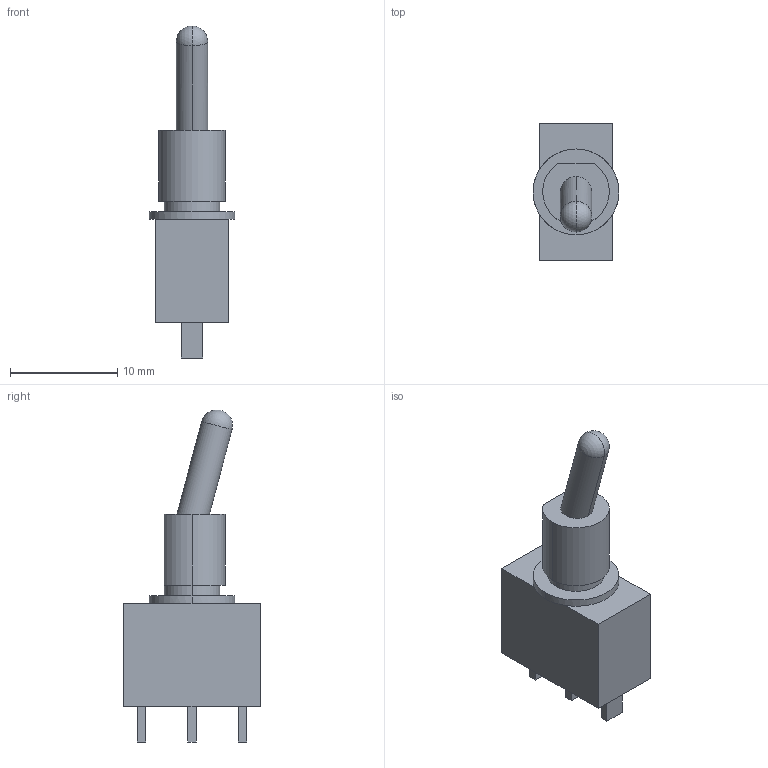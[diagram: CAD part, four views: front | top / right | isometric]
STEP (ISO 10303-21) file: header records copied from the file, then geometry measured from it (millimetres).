
FILE_DESCRIPTION (( 'STEP AP214' ), '1' );
FILE_NAME ('Multicomp_1MS1T1B5M1QE.STEP', '2018-11-07T17:41:05', ( '' ), ( '' ), 'SwSTEP 2.0', 'SolidWorks 2016', '' );
FILE_SCHEMA (( 'AUTOMOTIVE_DESIGN' ));
Length unit declared in the file: millimetre
Products named in the file (1): Multicomp_1MS1T1B5M1QE
Bounding box: 8 x 12.7 x 30.92 mm (x, y, z)
Volume: 1163.6 mm3; surface area: 873.2 mm2
Topology: 1 solids, 1 shells, 39 faces, 94 edges, 60 vertices
Faces by surface type: plane 28, cylinder 9, sphere 2
Entity records: 1210 total; most frequent: CARTESIAN_POINT 194, DIRECTION 191, ORIENTED_EDGE 180, EDGE_CURVE 90, VECTOR 65, LINE 65, AXIS2_PLACEMENT_3D 63, VERTEX_POINT 58
